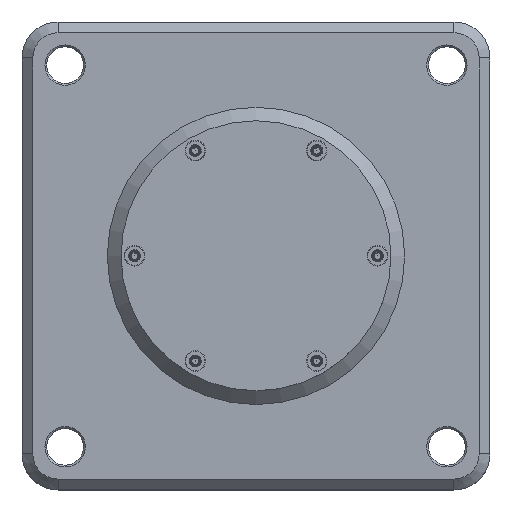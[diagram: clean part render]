
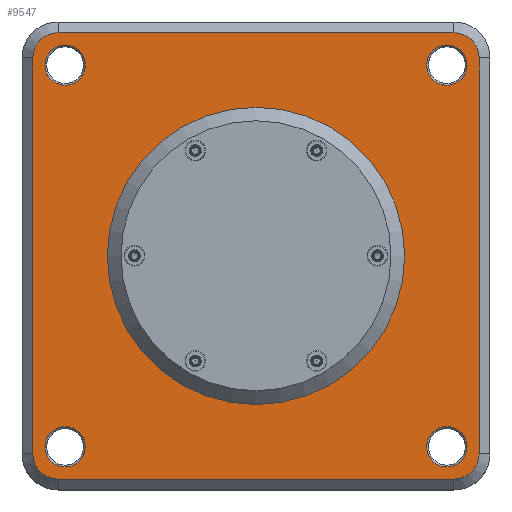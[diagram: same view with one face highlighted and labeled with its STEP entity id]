
A CAD part, top view. The second image highlights one B-rep face of the part: STEP entity #9547.
In plain terms, the highlighted planar face has unit normal (0, 0, 1).
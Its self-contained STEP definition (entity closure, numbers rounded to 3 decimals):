
#151=FACE_BOUND('',#3510,.T.);
#152=FACE_BOUND('',#3511,.T.);
#153=FACE_BOUND('',#3512,.T.);
#154=FACE_BOUND('',#3513,.T.);
#155=FACE_BOUND('',#3514,.T.);
#1290=LINE('',#31395,#2068);
#1291=LINE('',#31399,#2069);
#1292=LINE('',#31403,#2070);
#1293=LINE('',#31407,#2071);
#2068=VECTOR('',#12809,10.);
#2069=VECTOR('',#12812,10.);
#2070=VECTOR('',#12815,10.);
#2071=VECTOR('',#12818,10.);
#2435=PLANE('',#10437);
#2917=FACE_OUTER_BOUND('',#3509,.T.);
#3509=EDGE_LOOP('',(#8608,#8609,#8610,#8611,#8612,#8613,#8614,#8615));
#3510=EDGE_LOOP('',(#8616));
#3511=EDGE_LOOP('',(#8617));
#3512=EDGE_LOOP('',(#8618));
#3513=EDGE_LOOP('',(#8619));
#3514=EDGE_LOOP('',(#8620));
#3934=CIRCLE('',#10438,7.);
#3935=CIRCLE('',#10439,7.);
#3936=CIRCLE('',#10440,7.);
#3937=CIRCLE('',#10441,7.);
#3938=CIRCLE('',#10442,5.6);
#3939=CIRCLE('',#10443,5.6);
#3940=CIRCLE('',#10444,5.6);
#3941=CIRCLE('',#10445,5.6);
#3942=CIRCLE('',#10446,41.302);
#4780=VERTEX_POINT('',#31393);
#4781=VERTEX_POINT('',#31394);
#4782=VERTEX_POINT('',#31396);
#4783=VERTEX_POINT('',#31398);
#4784=VERTEX_POINT('',#31400);
#4785=VERTEX_POINT('',#31402);
#4786=VERTEX_POINT('',#31404);
#4787=VERTEX_POINT('',#31406);
#4788=VERTEX_POINT('',#31409);
#4789=VERTEX_POINT('',#31411);
#4790=VERTEX_POINT('',#31413);
#4791=VERTEX_POINT('',#31415);
#4792=VERTEX_POINT('',#31417);
#6072=EDGE_CURVE('',#4780,#4781,#1290,.T.);
#6073=EDGE_CURVE('',#4782,#4780,#3934,.T.);
#6074=EDGE_CURVE('',#4783,#4782,#1291,.T.);
#6075=EDGE_CURVE('',#4784,#4783,#3935,.T.);
#6076=EDGE_CURVE('',#4785,#4784,#1292,.T.);
#6077=EDGE_CURVE('',#4786,#4785,#3936,.T.);
#6078=EDGE_CURVE('',#4787,#4786,#1293,.T.);
#6079=EDGE_CURVE('',#4781,#4787,#3937,.T.);
#6080=EDGE_CURVE('',#4788,#4788,#3938,.T.);
#6081=EDGE_CURVE('',#4789,#4789,#3939,.T.);
#6082=EDGE_CURVE('',#4790,#4790,#3940,.T.);
#6083=EDGE_CURVE('',#4791,#4791,#3941,.T.);
#6084=EDGE_CURVE('',#4792,#4792,#3942,.T.);
#8608=ORIENTED_EDGE('',*,*,#6072,.F.);
#8609=ORIENTED_EDGE('',*,*,#6073,.F.);
#8610=ORIENTED_EDGE('',*,*,#6074,.F.);
#8611=ORIENTED_EDGE('',*,*,#6075,.F.);
#8612=ORIENTED_EDGE('',*,*,#6076,.F.);
#8613=ORIENTED_EDGE('',*,*,#6077,.F.);
#8614=ORIENTED_EDGE('',*,*,#6078,.F.);
#8615=ORIENTED_EDGE('',*,*,#6079,.F.);
#8616=ORIENTED_EDGE('',*,*,#6080,.F.);
#8617=ORIENTED_EDGE('',*,*,#6081,.F.);
#8618=ORIENTED_EDGE('',*,*,#6082,.F.);
#8619=ORIENTED_EDGE('',*,*,#6083,.F.);
#8620=ORIENTED_EDGE('',*,*,#6084,.F.);
#9547=ADVANCED_FACE('',(#2917,#151,#152,#153,#154,#155),#2435,.T.);
#10437=AXIS2_PLACEMENT_3D('',#31392,#12807,#12808);
#10438=AXIS2_PLACEMENT_3D('',#31397,#12810,#12811);
#10439=AXIS2_PLACEMENT_3D('',#31401,#12813,#12814);
#10440=AXIS2_PLACEMENT_3D('',#31405,#12816,#12817);
#10441=AXIS2_PLACEMENT_3D('',#31408,#12819,#12820);
#10442=AXIS2_PLACEMENT_3D('',#31410,#12821,#12822);
#10443=AXIS2_PLACEMENT_3D('',#31412,#12823,#12824);
#10444=AXIS2_PLACEMENT_3D('',#31414,#12825,#12826);
#10445=AXIS2_PLACEMENT_3D('',#31416,#12827,#12828);
#10446=AXIS2_PLACEMENT_3D('',#31418,#12829,#12830);
#12807=DIRECTION('center_axis',(0.,0.,1.));
#12808=DIRECTION('ref_axis',(1.,0.,0.));
#12809=DIRECTION('',(1.,0.,0.));
#12810=DIRECTION('center_axis',(0.,0.,-1.));
#12811=DIRECTION('ref_axis',(-0.707,0.707,0.));
#12812=DIRECTION('',(0.,1.,0.));
#12813=DIRECTION('center_axis',(0.,0.,-1.));
#12814=DIRECTION('ref_axis',(-0.707,-0.707,0.));
#12815=DIRECTION('',(-1.,0.,0.));
#12816=DIRECTION('center_axis',(0.,0.,-1.));
#12817=DIRECTION('ref_axis',(0.707,-0.707,0.));
#12818=DIRECTION('',(0.,-1.,0.));
#12819=DIRECTION('center_axis',(0.,0.,-1.));
#12820=DIRECTION('ref_axis',(0.707,0.707,0.));
#12821=DIRECTION('center_axis',(0.,0.,1.));
#12822=DIRECTION('ref_axis',(-1.,0.,0.));
#12823=DIRECTION('center_axis',(0.,0.,1.));
#12824=DIRECTION('ref_axis',(-1.,0.,0.));
#12825=DIRECTION('center_axis',(0.,0.,1.));
#12826=DIRECTION('ref_axis',(-1.,0.,0.));
#12827=DIRECTION('center_axis',(0.,0.,1.));
#12828=DIRECTION('ref_axis',(-1.,0.,0.));
#12829=DIRECTION('center_axis',(0.,0.,1.));
#12830=DIRECTION('ref_axis',(-1.,0.,0.));
#31392=CARTESIAN_POINT('Origin',(0.,0.,10.));
#31393=CARTESIAN_POINT('',(-55.,62.,10.));
#31394=CARTESIAN_POINT('',(55.,62.,10.));
#31395=CARTESIAN_POINT('',(32.5,62.,10.));
#31396=CARTESIAN_POINT('',(-62.,55.,10.));
#31397=CARTESIAN_POINT('Origin',(-55.,55.,10.));
#31398=CARTESIAN_POINT('',(-62.,-55.,10.));
#31399=CARTESIAN_POINT('',(-62.,32.5,10.));
#31400=CARTESIAN_POINT('',(-55.,-62.,10.));
#31401=CARTESIAN_POINT('Origin',(-55.,-55.,10.));
#31402=CARTESIAN_POINT('',(55.,-62.,10.));
#31403=CARTESIAN_POINT('',(-32.5,-62.,10.));
#31404=CARTESIAN_POINT('',(62.,-55.,10.));
#31405=CARTESIAN_POINT('Origin',(55.,-55.,10.));
#31406=CARTESIAN_POINT('',(62.,55.,10.));
#31407=CARTESIAN_POINT('',(62.,-32.5,10.));
#31408=CARTESIAN_POINT('Origin',(55.,55.,10.));
#31409=CARTESIAN_POINT('',(-47.433,53.033,10.));
#31410=CARTESIAN_POINT('Origin',(-53.033,53.033,10.));
#31411=CARTESIAN_POINT('',(58.633,-53.033,10.));
#31412=CARTESIAN_POINT('Origin',(53.033,-53.033,10.));
#31413=CARTESIAN_POINT('',(-47.433,-53.033,10.));
#31414=CARTESIAN_POINT('Origin',(-53.033,-53.033,10.));
#31415=CARTESIAN_POINT('',(58.633,53.033,10.));
#31416=CARTESIAN_POINT('Origin',(53.033,53.033,10.));
#31417=CARTESIAN_POINT('',(41.302,0.,10.));
#31418=CARTESIAN_POINT('Origin',(0.,0.,10.));
